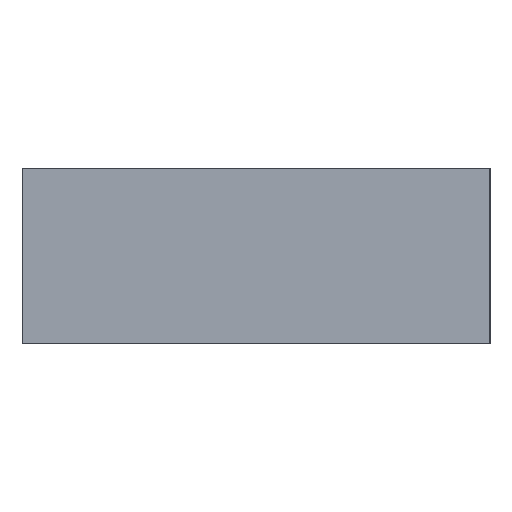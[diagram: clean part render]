
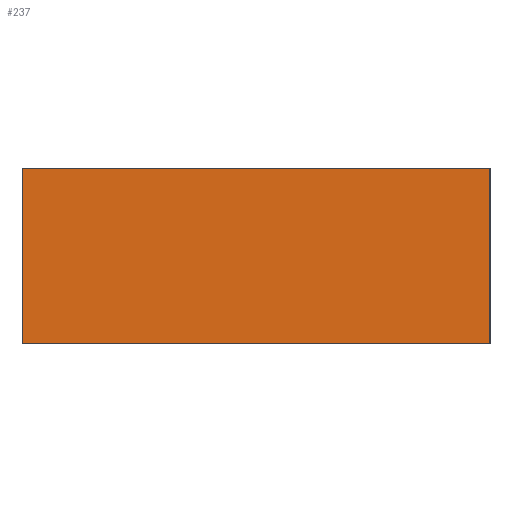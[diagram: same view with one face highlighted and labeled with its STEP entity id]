
A CAD part, left-side view. The second image highlights one B-rep face of the part: STEP entity #237.
In plain terms, the highlighted planar face has unit normal (-1, 0, 0).
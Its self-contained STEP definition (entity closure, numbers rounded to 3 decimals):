
#1 = VERTEX_POINT ( 'NONE', #194 ) ;
#3 = LINE ( 'NONE', #189, #97 ) ;
#4 = EDGE_CURVE ( 'NONE', #1, #117, #3, .T. ) ;
#9 = EDGE_LOOP ( 'NONE', ( #231, #114, #157, #123 ) ) ;
#11 = DIRECTION ( 'NONE',  ( 0., -1., 0. ) ) ;
#25 = VECTOR ( 'NONE', #174, 1000. ) ;
#30 = VECTOR ( 'NONE', #141, 1000. ) ;
#36 = PLANE ( 'NONE',  #196 ) ;
#47 = EDGE_CURVE ( 'NONE', #173, #1, #113, .T. ) ;
#61 = FACE_OUTER_BOUND ( 'NONE', #9, .T. ) ;
#82 = CARTESIAN_POINT ( 'NONE',  ( -325., 40., 30. ) ) ;
#95 = VECTOR ( 'NONE', #11, 1000. ) ;
#96 = CARTESIAN_POINT ( 'NONE',  ( -325., -40., 30. ) ) ;
#97 = VECTOR ( 'NONE', #192, 1000. ) ;
#102 = DIRECTION ( 'NONE',  ( 1., 0., 0. ) ) ;
#108 = LINE ( 'NONE', #218, #30 ) ;
#113 = LINE ( 'NONE', #154, #25 ) ;
#114 = ORIENTED_EDGE ( 'NONE', *, *, #158, .F. ) ;
#116 = EDGE_CURVE ( 'NONE', #173, #223, #193, .T. ) ;
#117 = VERTEX_POINT ( 'NONE', #118 ) ;
#118 = CARTESIAN_POINT ( 'NONE',  ( -325., -40., 0. ) ) ;
#123 = ORIENTED_EDGE ( 'NONE', *, *, #47, .T. ) ;
#141 = DIRECTION ( 'NONE',  ( 0., 0., -1. ) ) ;
#154 = CARTESIAN_POINT ( 'NONE',  ( -325., 40., 30. ) ) ;
#157 = ORIENTED_EDGE ( 'NONE', *, *, #116, .F. ) ;
#158 = EDGE_CURVE ( 'NONE', #223, #117, #108, .T. ) ;
#173 = VERTEX_POINT ( 'NONE', #82 ) ;
#174 = DIRECTION ( 'NONE',  ( 0., 0., -1. ) ) ;
#181 = CARTESIAN_POINT ( 'NONE',  ( -325., -40., 30. ) ) ;
#186 = CARTESIAN_POINT ( 'NONE',  ( -325., -40., 30. ) ) ;
#189 = CARTESIAN_POINT ( 'NONE',  ( -325., -40., 0. ) ) ;
#192 = DIRECTION ( 'NONE',  ( 0., -1., 0. ) ) ;
#193 = LINE ( 'NONE', #96, #95 ) ;
#194 = CARTESIAN_POINT ( 'NONE',  ( -325., 40., 0. ) ) ;
#196 = AXIS2_PLACEMENT_3D ( 'NONE', #186, #102, #205 ) ;
#205 = DIRECTION ( 'NONE',  ( 0., 0., -1. ) ) ;
#218 = CARTESIAN_POINT ( 'NONE',  ( -325., -40., 30. ) ) ;
#223 = VERTEX_POINT ( 'NONE', #181 ) ;
#231 = ORIENTED_EDGE ( 'NONE', *, *, #4, .T. ) ;
#237 = ADVANCED_FACE ( 'NONE', ( #61 ), #36, .F. ) ;
